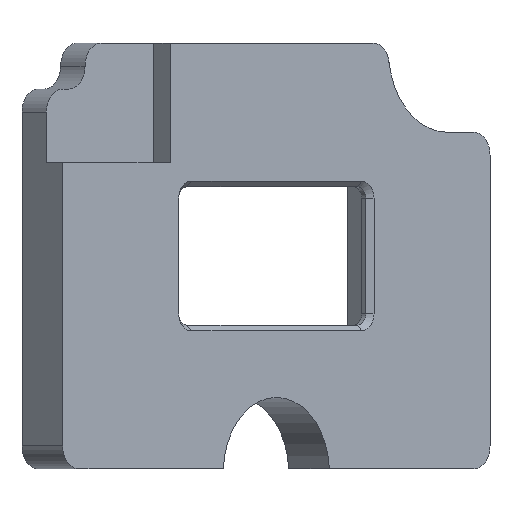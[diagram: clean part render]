
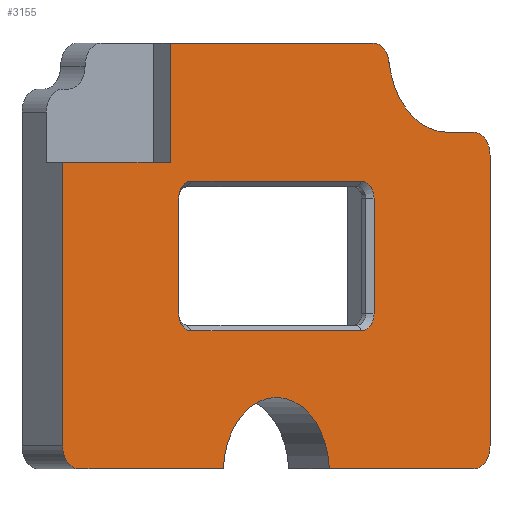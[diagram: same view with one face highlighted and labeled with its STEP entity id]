
A CAD part, left-side view. The second image highlights one B-rep face of the part: STEP entity #3155.
In plain terms, the highlighted planar face has unit normal (-0.707, -0.707, 0).
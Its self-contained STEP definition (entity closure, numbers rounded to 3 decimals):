
#69=CIRCLE('',#3312,2.);
#70=CIRCLE('',#3313,6.515);
#71=CIRCLE('',#3314,2.);
#72=CIRCLE('',#3315,2.);
#73=CIRCLE('',#3316,7.25);
#74=CIRCLE('',#3317,2.);
#75=CIRCLE('',#3318,1.5);
#76=CIRCLE('',#3319,1.5);
#77=CIRCLE('',#3320,1.5);
#78=CIRCLE('',#3321,1.5);
#118=FACE_BOUND('',#522,.T.);
#343=FACE_OUTER_BOUND('',#521,.T.);
#521=EDGE_LOOP('',(#2579,#2580,#2581,#2582,#2583,#2584,#2585,#2586,#2587,
#2588,#2589,#2590,#2591,#2592));
#522=EDGE_LOOP('',(#2593,#2594,#2595,#2596,#2597,#2598,#2599,#2600));
#787=LINE('',#5621,#1111);
#791=LINE('',#5629,#1115);
#798=LINE('',#5649,#1122);
#802=LINE('',#5657,#1126);
#803=LINE('',#5661,#1127);
#804=LINE('',#5665,#1128);
#805=LINE('',#5669,#1129);
#806=LINE('',#5673,#1130);
#807=LINE('',#5679,#1131);
#808=LINE('',#5683,#1132);
#809=LINE('',#5687,#1133);
#810=LINE('',#5691,#1134);
#1111=VECTOR('',#3766,10.);
#1115=VECTOR('',#3772,10.);
#1122=VECTOR('',#3789,10.);
#1126=VECTOR('',#3795,10.);
#1127=VECTOR('',#3798,10.);
#1128=VECTOR('',#3801,10.);
#1129=VECTOR('',#3804,10.);
#1130=VECTOR('',#3807,10.);
#1131=VECTOR('',#3812,10.);
#1132=VECTOR('',#3815,10.);
#1133=VECTOR('',#3818,10.);
#1134=VECTOR('',#3821,10.);
#1445=VERTEX_POINT('',#5619);
#1446=VERTEX_POINT('',#5620);
#1449=VERTEX_POINT('',#5628);
#1457=VERTEX_POINT('',#5648);
#1460=VERTEX_POINT('',#5656);
#1461=VERTEX_POINT('',#5658);
#1462=VERTEX_POINT('',#5660);
#1463=VERTEX_POINT('',#5662);
#1464=VERTEX_POINT('',#5664);
#1465=VERTEX_POINT('',#5666);
#1466=VERTEX_POINT('',#5668);
#1467=VERTEX_POINT('',#5670);
#1468=VERTEX_POINT('',#5672);
#1469=VERTEX_POINT('',#5674);
#1470=VERTEX_POINT('',#5677);
#1471=VERTEX_POINT('',#5678);
#1472=VERTEX_POINT('',#5680);
#1473=VERTEX_POINT('',#5682);
#1474=VERTEX_POINT('',#5684);
#1475=VERTEX_POINT('',#5686);
#1476=VERTEX_POINT('',#5688);
#1477=VERTEX_POINT('',#5690);
#1839=EDGE_CURVE('',#1445,#1446,#787,.T.);
#1843=EDGE_CURVE('',#1446,#1449,#791,.T.);
#1853=EDGE_CURVE('',#1457,#1445,#798,.T.);
#1857=EDGE_CURVE('',#1449,#1460,#802,.T.);
#1858=EDGE_CURVE('',#1460,#1461,#69,.T.);
#1859=EDGE_CURVE('',#1461,#1462,#803,.T.);
#1860=EDGE_CURVE('',#1462,#1463,#70,.T.);
#1861=EDGE_CURVE('',#1463,#1464,#804,.T.);
#1862=EDGE_CURVE('',#1464,#1465,#71,.T.);
#1863=EDGE_CURVE('',#1465,#1466,#805,.T.);
#1864=EDGE_CURVE('',#1466,#1467,#72,.T.);
#1865=EDGE_CURVE('',#1467,#1468,#806,.T.);
#1866=EDGE_CURVE('',#1468,#1469,#73,.T.);
#1867=EDGE_CURVE('',#1469,#1457,#74,.T.);
#1868=EDGE_CURVE('',#1470,#1471,#807,.T.);
#1869=EDGE_CURVE('',#1472,#1470,#75,.T.);
#1870=EDGE_CURVE('',#1473,#1472,#808,.T.);
#1871=EDGE_CURVE('',#1474,#1473,#76,.T.);
#1872=EDGE_CURVE('',#1475,#1474,#809,.T.);
#1873=EDGE_CURVE('',#1476,#1475,#77,.T.);
#1874=EDGE_CURVE('',#1477,#1476,#810,.T.);
#1875=EDGE_CURVE('',#1471,#1477,#78,.T.);
#2579=ORIENTED_EDGE('',*,*,#1839,.T.);
#2580=ORIENTED_EDGE('',*,*,#1843,.T.);
#2581=ORIENTED_EDGE('',*,*,#1857,.T.);
#2582=ORIENTED_EDGE('',*,*,#1858,.T.);
#2583=ORIENTED_EDGE('',*,*,#1859,.T.);
#2584=ORIENTED_EDGE('',*,*,#1860,.T.);
#2585=ORIENTED_EDGE('',*,*,#1861,.T.);
#2586=ORIENTED_EDGE('',*,*,#1862,.T.);
#2587=ORIENTED_EDGE('',*,*,#1863,.T.);
#2588=ORIENTED_EDGE('',*,*,#1864,.T.);
#2589=ORIENTED_EDGE('',*,*,#1865,.T.);
#2590=ORIENTED_EDGE('',*,*,#1866,.T.);
#2591=ORIENTED_EDGE('',*,*,#1867,.T.);
#2592=ORIENTED_EDGE('',*,*,#1853,.T.);
#2593=ORIENTED_EDGE('',*,*,#1868,.F.);
#2594=ORIENTED_EDGE('',*,*,#1869,.F.);
#2595=ORIENTED_EDGE('',*,*,#1870,.F.);
#2596=ORIENTED_EDGE('',*,*,#1871,.F.);
#2597=ORIENTED_EDGE('',*,*,#1872,.F.);
#2598=ORIENTED_EDGE('',*,*,#1873,.F.);
#2599=ORIENTED_EDGE('',*,*,#1874,.F.);
#2600=ORIENTED_EDGE('',*,*,#1875,.F.);
#3012=PLANE('',#3311);
#3155=ADVANCED_FACE('',(#343,#118),#3012,.T.);
#3311=AXIS2_PLACEMENT_3D('',#5655,#3793,#3794);
#3312=AXIS2_PLACEMENT_3D('',#5659,#3796,#3797);
#3313=AXIS2_PLACEMENT_3D('',#5663,#3799,#3800);
#3314=AXIS2_PLACEMENT_3D('',#5667,#3802,#3803);
#3315=AXIS2_PLACEMENT_3D('',#5671,#3805,#3806);
#3316=AXIS2_PLACEMENT_3D('',#5675,#3808,#3809);
#3317=AXIS2_PLACEMENT_3D('',#5676,#3810,#3811);
#3318=AXIS2_PLACEMENT_3D('',#5681,#3813,#3814);
#3319=AXIS2_PLACEMENT_3D('',#5685,#3816,#3817);
#3320=AXIS2_PLACEMENT_3D('',#5689,#3819,#3820);
#3321=AXIS2_PLACEMENT_3D('',#5692,#3822,#3823);
#3766=DIRECTION('',(0.,0.,-1.));
#3772=DIRECTION('',(-0.707,0.707,0.));
#3789=DIRECTION('',(-0.707,0.707,0.));
#3793=DIRECTION('center_axis',(-0.707,-0.707,0.));
#3794=DIRECTION('ref_axis',(0.707,-0.707,0.));
#3795=DIRECTION('',(0.,0.,-1.));
#3796=DIRECTION('center_axis',(-0.707,-0.707,0.));
#3797=DIRECTION('ref_axis',(-0.707,0.707,0.));
#3798=DIRECTION('',(0.707,-0.707,0.));
#3799=DIRECTION('center_axis',(0.707,0.707,0.));
#3800=DIRECTION('ref_axis',(0.706,-0.706,0.047));
#3801=DIRECTION('',(0.707,-0.707,0.));
#3802=DIRECTION('center_axis',(-0.707,-0.707,0.));
#3803=DIRECTION('ref_axis',(0.,0.,
-1.));
#3804=DIRECTION('',(0.,0.,1.));
#3805=DIRECTION('center_axis',(-0.707,-0.707,0.));
#3806=DIRECTION('ref_axis',(0.707,-0.707,0.));
#3807=DIRECTION('',(-0.707,0.707,0.));
#3808=DIRECTION('center_axis',(0.707,0.707,0.));
#3809=DIRECTION('ref_axis',(-0.698,0.698,-0.162));
#3810=DIRECTION('center_axis',(-0.707,-0.707,0.));
#3811=DIRECTION('ref_axis',(0.698,-0.698,0.162));
#3812=DIRECTION('',(0.,0.,-1.));
#3813=DIRECTION('center_axis',(-0.707,-0.707,0.));
#3814=DIRECTION('ref_axis',(0.,0.,1.));
#3815=DIRECTION('',(-0.707,0.707,0.));
#3816=DIRECTION('center_axis',(-0.707,-0.707,0.));
#3817=DIRECTION('ref_axis',(0.707,-0.707,0.));
#3818=DIRECTION('',(0.,0.,1.));
#3819=DIRECTION('center_axis',(-0.707,-0.707,0.));
#3820=DIRECTION('ref_axis',(0.,0.,
-1.));
#3821=DIRECTION('',(0.707,-0.707,0.));
#3822=DIRECTION('center_axis',(-0.707,-0.707,0.));
#3823=DIRECTION('ref_axis',(-0.707,0.707,0.));
#5619=CARTESIAN_POINT('',(-45.919,-27.464,56.2));
#5620=CARTESIAN_POINT('',(-45.919,-27.464,45.85));
#5621=CARTESIAN_POINT('',(-45.919,-27.464,46.95));
#5628=CARTESIAN_POINT('',(-55.253,-18.13,45.85));
#5629=CARTESIAN_POINT('',(-41.306,-32.078,45.85));
#5648=CARTESIAN_POINT('',(-28.297,-45.087,56.2));
#5649=CARTESIAN_POINT('',(-50.48,-22.903,56.2));
#5655=CARTESIAN_POINT('Origin',(-36.692,-36.692,37.7));
#5656=CARTESIAN_POINT('',(-55.253,-18.13,21.2));
#5657=CARTESIAN_POINT('',(-55.253,-18.13,54.2));
#5658=CARTESIAN_POINT('',(-53.839,-19.544,19.2));
#5659=CARTESIAN_POINT('Origin',(-53.839,-19.544,21.2));
#5660=CARTESIAN_POINT('',(-41.294,-32.09,19.2));
#5661=CARTESIAN_POINT('',(-41.294,-32.09,19.2));
#5662=CARTESIAN_POINT('',(-32.09,-41.294,19.2));
#5663=CARTESIAN_POINT('Origin',(-36.692,-36.692,18.896));
#5664=CARTESIAN_POINT('',(-19.544,-53.839,19.2));
#5665=CARTESIAN_POINT('',(-19.544,-53.839,19.2));
#5666=CARTESIAN_POINT('',(-18.13,-55.253,21.2));
#5667=CARTESIAN_POINT('Origin',(-19.544,-53.839,21.2));
#5668=CARTESIAN_POINT('',(-18.13,-55.253,46.45));
#5669=CARTESIAN_POINT('',(-18.13,-55.253,8.));
#5670=CARTESIAN_POINT('',(-19.544,-53.839,48.45));
#5671=CARTESIAN_POINT('Origin',(-19.544,-53.839,46.45));
#5672=CARTESIAN_POINT('',(-21.843,-51.541,48.45));
#5673=CARTESIAN_POINT('',(-19.544,-53.839,48.45));
#5674=CARTESIAN_POINT('',(-26.901,-46.482,54.524));
#5675=CARTESIAN_POINT('Origin',(-21.843,-51.541,55.7));
#5676=CARTESIAN_POINT('Origin',(-28.297,-45.087,54.2));
#5677=CARTESIAN_POINT('',(-45.177,-28.206,42.7));
#5678=CARTESIAN_POINT('',(-45.177,-28.206,32.7));
#5679=CARTESIAN_POINT('',(-45.177,-28.206,40.2));
#5680=CARTESIAN_POINT('',(-44.116,-29.267,44.2));
#5681=CARTESIAN_POINT('Origin',(-44.116,-29.267,42.7));
#5682=CARTESIAN_POINT('',(-29.267,-44.116,44.2));
#5683=CARTESIAN_POINT('',(-32.979,-40.404,44.2));
#5684=CARTESIAN_POINT('',(-28.206,-45.177,42.7));
#5685=CARTESIAN_POINT('Origin',(-29.267,-44.116,42.7));
#5686=CARTESIAN_POINT('',(-28.206,-45.177,32.7));
#5687=CARTESIAN_POINT('',(-28.206,-45.177,35.2));
#5688=CARTESIAN_POINT('',(-29.267,-44.116,31.2));
#5689=CARTESIAN_POINT('Origin',(-29.267,-44.116,32.7));
#5690=CARTESIAN_POINT('',(-44.116,-29.267,31.2));
#5691=CARTESIAN_POINT('',(-40.404,-32.979,31.2));
#5692=CARTESIAN_POINT('Origin',(-44.116,-29.267,32.7));
